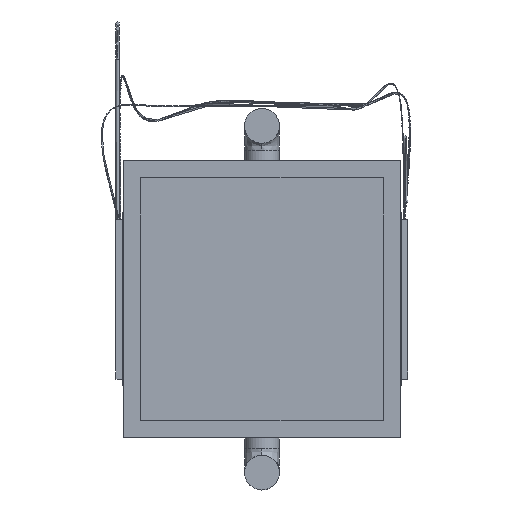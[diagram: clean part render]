
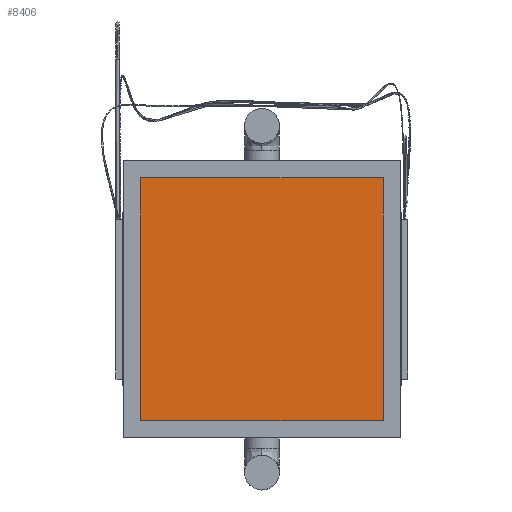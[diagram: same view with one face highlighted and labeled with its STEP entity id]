
A CAD part, front view. The second image highlights one B-rep face of the part: STEP entity #8406.
In plain terms, the highlighted planar face has unit normal (0, -1, 0).
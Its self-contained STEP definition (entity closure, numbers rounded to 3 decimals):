
#749 = LINE ( 'NONE', #5235, #7348 ) ;
#1096 = LINE ( 'NONE', #6945, #9830 ) ;
#1190 = DIRECTION ( 'NONE',  ( 0., 0., 1. ) ) ;
#1445 = VERTEX_POINT ( 'NONE', #2780 ) ;
#1667 = ORIENTED_EDGE ( 'NONE', *, *, #2490, .T. ) ;
#1754 = CARTESIAN_POINT ( 'NONE',  ( 3.5, 0.01, 3.5 ) ) ;
#1793 = CARTESIAN_POINT ( 'NONE',  ( 0., 0.01, 0. ) ) ;
#1849 = EDGE_LOOP ( 'NONE', ( #6539, #1667, #7052, #7794 ) ) ;
#1977 = DIRECTION ( 'NONE',  ( 1., 0., 0. ) ) ;
#2490 = EDGE_CURVE ( 'NONE', #6755, #8737, #10506, .T. ) ;
#2641 = PLANE ( 'NONE',  #10265 ) ;
#2699 = EDGE_CURVE ( 'NONE', #1445, #6755, #749, .T. ) ;
#2780 = CARTESIAN_POINT ( 'NONE',  ( 3.5, 0.01, -3.5 ) ) ;
#2809 = DIRECTION ( 'NONE',  ( 0., 0., -1. ) ) ;
#3269 = DIRECTION ( 'NONE',  ( 0., 0., -1. ) ) ;
#3651 = CARTESIAN_POINT ( 'NONE',  ( -3.5, 0.01, 3.5 ) ) ;
#3714 = VERTEX_POINT ( 'NONE', #4813 ) ;
#4080 = EDGE_CURVE ( 'NONE', #3714, #1445, #1096, .T. ) ;
#4231 = DIRECTION ( 'NONE',  ( 0., -1., 0. ) ) ;
#4519 = CARTESIAN_POINT ( 'NONE',  ( -3.5, 0.01, 3.5 ) ) ;
#4808 = DIRECTION ( 'NONE',  ( -1., 0., 0. ) ) ;
#4813 = CARTESIAN_POINT ( 'NONE',  ( -3.5, 0.01, -3.5 ) ) ;
#4873 = EDGE_CURVE ( 'NONE', #8737, #3714, #5971, .T. ) ;
#5235 = CARTESIAN_POINT ( 'NONE',  ( 3.5, 0.01, 3.5 ) ) ;
#5817 = FACE_OUTER_BOUND ( 'NONE', #1849, .T. ) ;
#5971 = LINE ( 'NONE', #3651, #9877 ) ;
#6539 = ORIENTED_EDGE ( 'NONE', *, *, #2699, .T. ) ;
#6755 = VERTEX_POINT ( 'NONE', #1754 ) ;
#6945 = CARTESIAN_POINT ( 'NONE',  ( -3.5, 0.01, -3.5 ) ) ;
#7052 = ORIENTED_EDGE ( 'NONE', *, *, #4873, .T. ) ;
#7348 = VECTOR ( 'NONE', #1190, 1000. ) ;
#7624 = VECTOR ( 'NONE', #4808, 1000. ) ;
#7794 = ORIENTED_EDGE ( 'NONE', *, *, #4080, .T. ) ;
#8406 = ADVANCED_FACE ( 'NONE', ( #5817 ), #2641, .T. ) ;
#8737 = VERTEX_POINT ( 'NONE', #4519 ) ;
#9662 = CARTESIAN_POINT ( 'NONE',  ( -3.5, 0.01, 3.5 ) ) ;
#9830 = VECTOR ( 'NONE', #1977, 1000. ) ;
#9877 = VECTOR ( 'NONE', #2809, 1000. ) ;
#10265 = AXIS2_PLACEMENT_3D ( 'NONE', #1793, #4231, #3269 ) ;
#10506 = LINE ( 'NONE', #9662, #7624 ) ;
